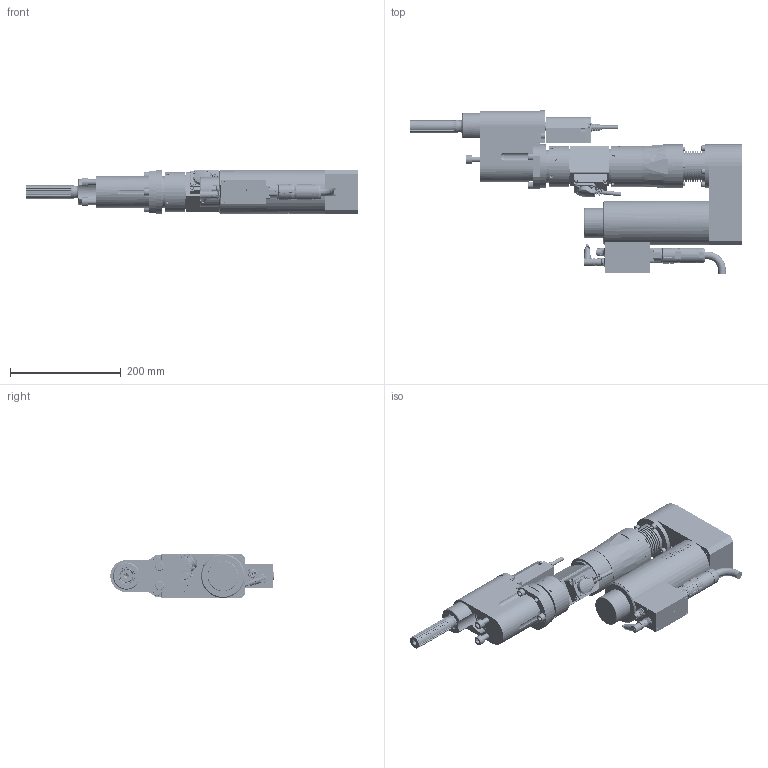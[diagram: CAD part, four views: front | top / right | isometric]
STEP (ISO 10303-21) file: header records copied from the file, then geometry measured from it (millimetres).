
FILE_DESCRIPTION(/* description */ (''),/* implementation_level */ '2;1');
FILE_NAME(/* name */ '3BDU300T2O-A_IAM_001.iam.step',/* time_stamp */ '2021-08-12T07:12:01+02:00',/* author */ ('cideon'),/* organization */ (''),/* preprocessor_version */ 'ST-DEVELOPER v17.2',/* originating_system */ 'Autodesk Inventor 2019',/* authorisation */ '');
FILE_SCHEMA (('AUTOMOTIVE_DESIGN { 1 0 10303 214 3 1 1 }'));
Products named in the file (1): Bauteil6
Bounding box: 600.3 x 295.33 x 80.53 mm (x, y, z)
Volume: 3198024.4 mm3; surface area: 654337.6 mm2
Topology: 5 solids, 5 shells, 6674 faces, 19181 edges, 12552 vertices
Faces by surface type: plane 3854, cylinder 1635, cone 507, bspline 360, torus 289, sphere 29
Full cylindrical faces by diameter (mm): 0.434 x2, 0.6 x32, 0.8 x2, 0.9 x8, 1 x2, 1.5 x2, 1.6 x1, 1.83 x4, 1.9 x2, 2.1 x2, 2.5 x6, 2.9 x1, 3 x7, 3.1 x1, 3.2 x2, 3.3 x6, 4 x7, 4.02 x2, 4.5 x6, 4.8 x2, 5 x28, 5.1 x1, 5.5 x8, 5.9 x1, 6 x22, 6.3 x2, 6.4 x7, 6.6 x10, 6.8 x5, 7 x8
Entity records: 284931 total; most frequent: CARTESIAN_POINT 104630, ORIENTED_EDGE 38294, DIRECTION 36418, EDGE_CURVE 19147, AXIS2_PLACEMENT_3D 13481, VERTEX_POINT 12552, LINE 9456, VECTOR 9456
